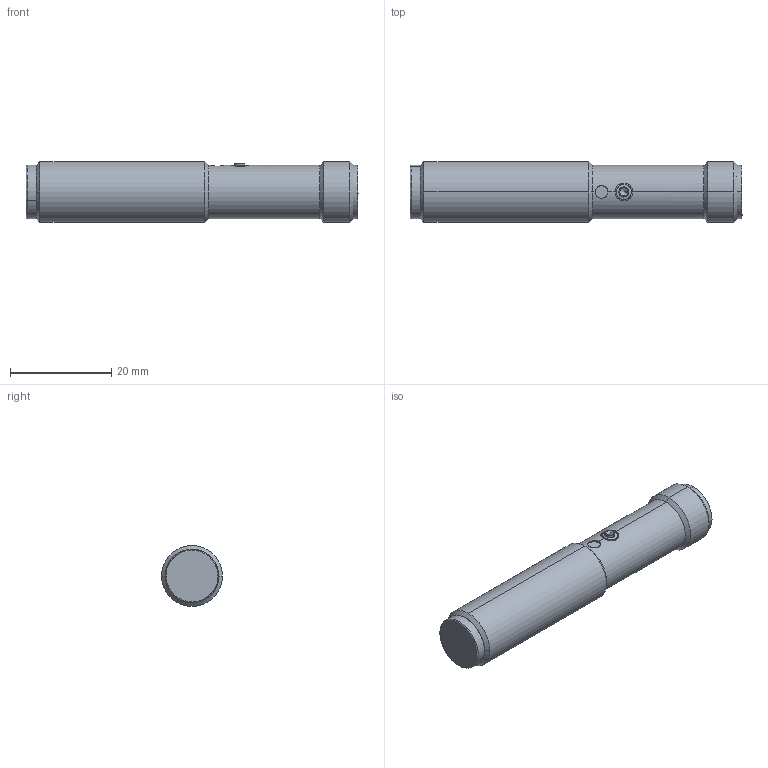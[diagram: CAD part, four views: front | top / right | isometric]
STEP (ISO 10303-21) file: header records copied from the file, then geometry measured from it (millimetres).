
FILE_DESCRIPTION (( 'STEP AP214' ), '1' );
FILE_NAME ('DM3-0N-1H.step', '2018-04-12T19:41:59', ( '' ), ( '' ), 'SwSTEP 2.0', 'SolidWorks 2017', '' );
FILE_SCHEMA (( 'AUTOMOTIVE_DESIGN' ));
Length unit declared in the file: inch
Products named in the file (1): DM3-0N-1H
Bounding box: 65.5 x 12 x 12 mm (x, y, z)
Volume: 6261.6 mm3; surface area: 4106.1 mm2
Topology: 5 solids, 5 shells, 92 faces, 214 edges, 131 vertices
Faces by surface type: cylinder 41, cone 21, plane 18, bspline 12
Entity records: 4355 total; most frequent: CARTESIAN_POINT 1022, DIRECTION 453, ORIENTED_EDGE 408, EDGE_CURVE 204, AXIS2_PLACEMENT_3D 192, VERTEX_POINT 131, CIRCLE 111, EDGE_LOOP 101
